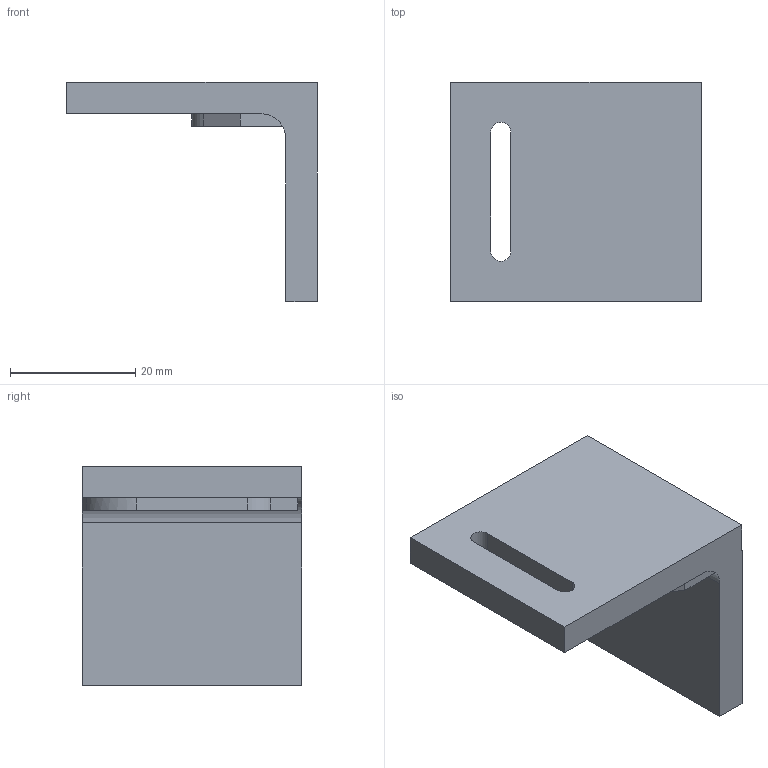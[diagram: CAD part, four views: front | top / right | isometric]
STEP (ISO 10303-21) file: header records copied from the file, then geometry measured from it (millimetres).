
FILE_DESCRIPTION(/* description */ (''),/* implementation_level */ '2;1');
FILE_NAME(/* name */ 'Aruco_Shoulder_final_id2.stp',/* time_stamp */ '2025-08-28T15:21:37+02:00',/* author */ ('ppovolni'),/* organization */ (''),/* preprocessor_version */ 'ST-DEVELOPER v18.1',/* originating_system */ 'Autodesk Inventor 2022',/* authorisation */ '');
FILE_SCHEMA (('AUTOMOTIVE_DESIGN { 1 0 10303 214 3 1 1 }'));
Length unit declared in the file: millimetre
Products named in the file (1): Aruco_Adapter_Shoulder_V2
Bounding box: 40.01 x 35 x 35 mm (x, y, z)
Volume: 12872.4 mm3; surface area: 6081.7 mm2
Topology: 1 solids, 1 shells, 22 faces, 60 edges, 40 vertices
Faces by surface type: plane 17, cylinder 3, bspline 2
Entity records: 854 total; most frequent: CARTESIAN_POINT 253, ORIENTED_EDGE 120, DIRECTION 105, EDGE_CURVE 60, LINE 49, VECTOR 49, VERTEX_POINT 40, AXIS2_PLACEMENT_3D 28
